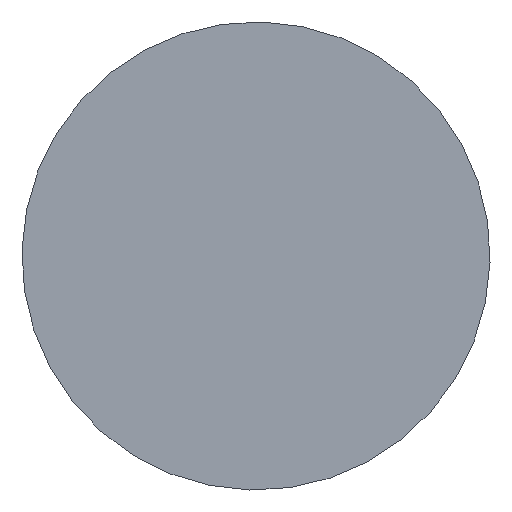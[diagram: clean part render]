
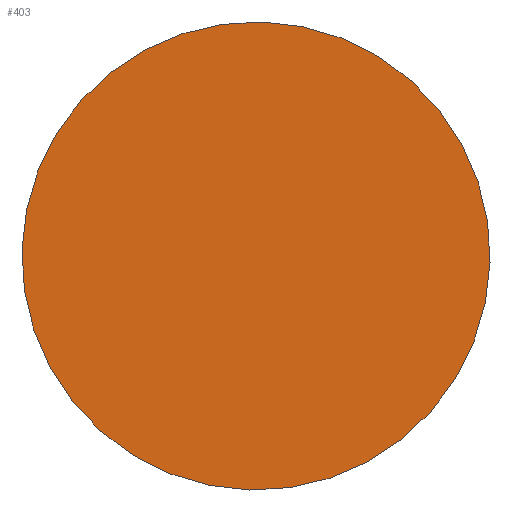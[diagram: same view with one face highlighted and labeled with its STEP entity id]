
A CAD part, front view. The second image highlights one B-rep face of the part: STEP entity #403.
In plain terms, the highlighted planar face has unit normal (0, -1, 0).
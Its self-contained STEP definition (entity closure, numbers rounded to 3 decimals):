
#80=FACE_OUTER_BOUND('',#107,.T.);
#107=EDGE_LOOP('',(#258,#259));
#141=CIRCLE('',#458,30.);
#142=CIRCLE('',#459,30.);
#164=VERTEX_POINT('',#627);
#165=VERTEX_POINT('',#628);
#200=EDGE_CURVE('',#164,#165,#141,.T.);
#201=EDGE_CURVE('',#165,#164,#142,.T.);
#258=ORIENTED_EDGE('',*,*,#200,.F.);
#259=ORIENTED_EDGE('',*,*,#201,.F.);
#367=PLANE('',#457);
#403=ADVANCED_FACE('',(#80),#367,.T.);
#457=AXIS2_PLACEMENT_3D('',#626,#517,#518);
#458=AXIS2_PLACEMENT_3D('',#629,#519,#520);
#459=AXIS2_PLACEMENT_3D('',#630,#521,#522);
#517=DIRECTION('center_axis',(0.,-1.,0.));
#518=DIRECTION('ref_axis',(0.316,0.,-0.949));
#519=DIRECTION('center_axis',(0.,1.,0.));
#520=DIRECTION('ref_axis',(-0.949,0.,-0.316));
#521=DIRECTION('center_axis',(0.,1.,0.));
#522=DIRECTION('ref_axis',(-0.949,0.,-0.316));
#626=CARTESIAN_POINT('Origin',(-14.23,-26.,-4.745));
#627=CARTESIAN_POINT('',(-28.459,-26.,-9.491));
#628=CARTESIAN_POINT('',(28.459,-26.,9.491));
#629=CARTESIAN_POINT('Origin',(0.,-26.,0.));
#630=CARTESIAN_POINT('Origin',(0.,-26.,0.));
